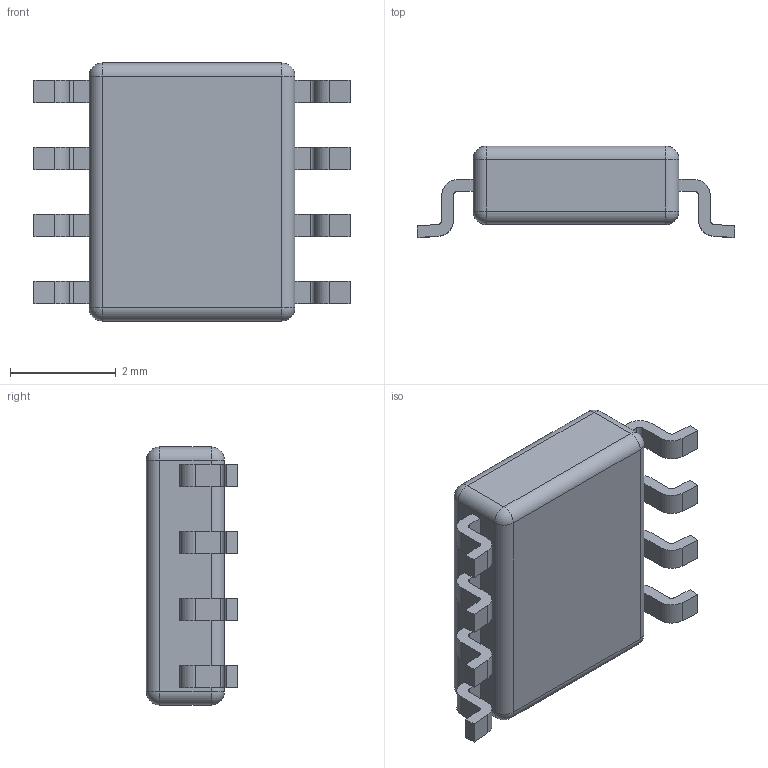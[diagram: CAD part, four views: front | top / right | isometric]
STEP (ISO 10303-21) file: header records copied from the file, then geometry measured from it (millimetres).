
FILE_DESCRIPTION (( 'STEP AP214' ), '1' );
FILE_NAME ('MLX91208LDC-CAH-000-RE.STEP', '2024-07-03T15:41:51', ( '' ), ( '' ), 'SwSTEP 2.0', 'SolidWorks 2021', '' );
FILE_SCHEMA (( 'AUTOMOTIVE_DESIGN' ));
Length unit declared in the file: millimetre
Products named in the file (1): MLX91208LDC-CAH-000-RE
Bounding box: 6.02 x 1.73 x 4.89 mm (x, y, z)
Volume: 29 mm3; surface area: 80 mm2
Topology: 10 solids, 10 shells, 145 faces, 356 edges, 224 vertices
Faces by surface type: plane 89, cylinder 48, sphere 8
Entity records: 4301 total; most frequent: DIRECTION 736, CARTESIAN_POINT 718, ORIENTED_EDGE 696, EDGE_CURVE 348, VECTOR 252, LINE 252, AXIS2_PLACEMENT_3D 242, VERTEX_POINT 224
